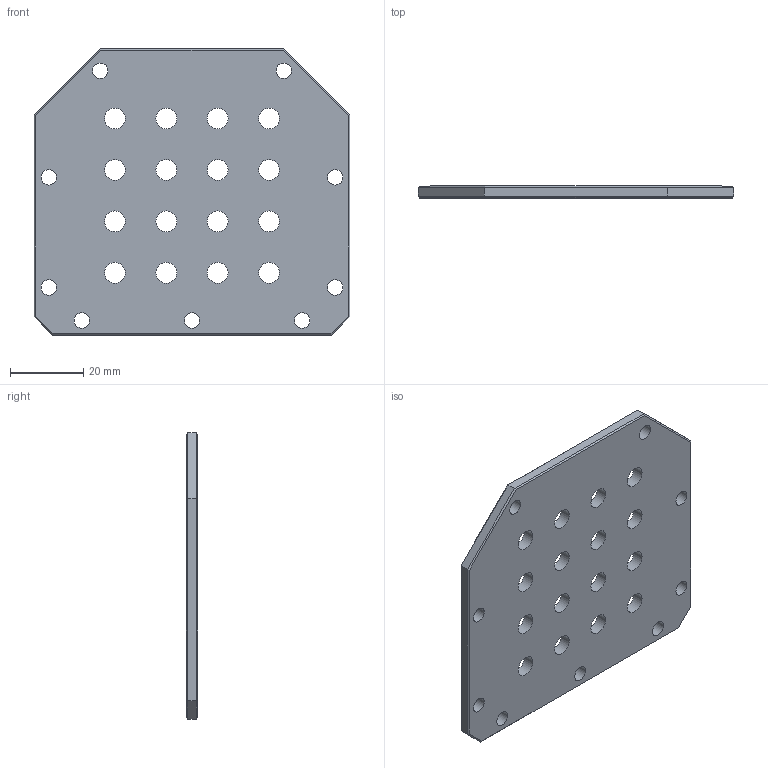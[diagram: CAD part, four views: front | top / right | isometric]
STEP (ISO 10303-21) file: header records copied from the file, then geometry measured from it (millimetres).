
FILE_DESCRIPTION(/* description */ (''),/* implementation_level */ '2;1');
FILE_NAME(/* name */ 'QMC-CRYOPLATEBF-12 v1.step',/* time_stamp */ '2023-07-19T15:00:03-04:00',/* author */ (''),/* organization */ (''),/* preprocessor_version */ 'ST-DEVELOPER v19.2',/* originating_system */ 'Autodesk Translation Framework v12.6.0.85',/* authorisation */ '');
FILE_SCHEMA (('AUTOMOTIVE_DESIGN { 1 0 10303 214 3 1 1 }'));
Length unit declared in the file: inch
Products named in the file (3): QMC-CRYOPLATEBF-12; Component2; Component4
Assembly tree (2 placements, depth 2):
  QMC-CRYOPLATEBF-12
    Component2
    Component4
Bounding box: 86 x 3.18 x 78 mm (x, y, z)
Volume: 18525.1 mm3; surface area: 13771 mm2
Topology: 1 solids, 1 shells, 51 faces, 131 edges, 82 vertices
Faces by surface type: plane 26, cylinder 25
Full cylindrical faces by diameter (mm): 4.2 x9, 5.664 x16
Entity records: 1740 total; most frequent: DIRECTION 293, CARTESIAN_POINT 269, ORIENTED_EDGE 262, EDGE_CURVE 131, AXIS2_PLACEMENT_3D 106, EDGE_LOOP 101, VERTEX_POINT 82, LINE 81
